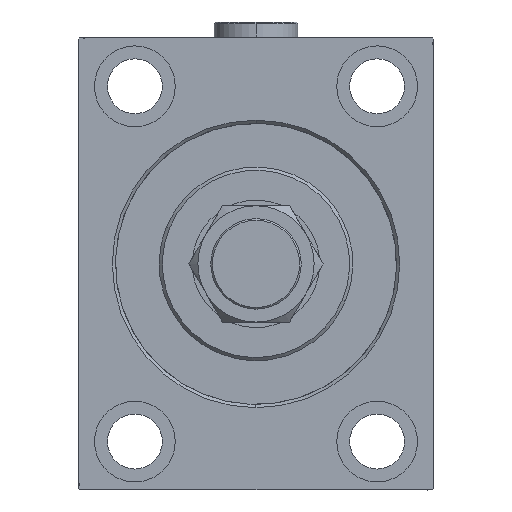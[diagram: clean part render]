
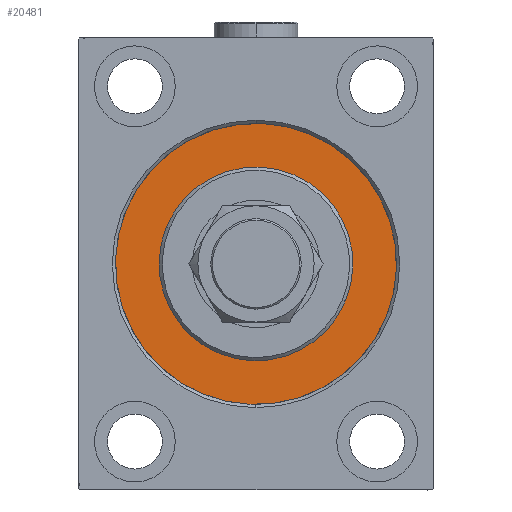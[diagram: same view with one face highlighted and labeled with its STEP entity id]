
A CAD part, left-side view. The second image highlights one B-rep face of the part: STEP entity #20481.
In plain terms, the highlighted face is planar.
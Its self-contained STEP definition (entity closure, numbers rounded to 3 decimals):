
#726 = DIRECTION ( 'NONE',  ( 0., 0., 1. ) ) ;
#3459 = VERTEX_POINT ( 'NONE', #22825 ) ;
#3565 = EDGE_LOOP ( 'NONE', ( #27105, #23366 ) ) ;
#4972 = AXIS2_PLACEMENT_3D ( 'NONE', #43647, #36779, #44111 ) ;
#6525 = EDGE_CURVE ( 'NONE', #44886, #3459, #37975, .T. ) ;
#7157 = DIRECTION ( 'NONE',  ( 0., 0., 1. ) ) ;
#7803 = EDGE_LOOP ( 'NONE', ( #45180, #10902 ) ) ;
#8045 = CIRCLE ( 'NONE', #28465, 43.5 ) ;
#10902 = ORIENTED_EDGE ( 'NONE', *, *, #17876, .F. ) ;
#11168 = CARTESIAN_POINT ( 'NONE',  ( 0., 0., 0. ) ) ;
#11175 = PLANE ( 'NONE',  #14030 ) ;
#11398 = DIRECTION ( 'NONE',  ( -1., 0., 0. ) ) ;
#14030 = AXIS2_PLACEMENT_3D ( 'NONE', #32260, #21374, #7157 ) ;
#14512 = DIRECTION ( 'NONE',  ( 1., 0., 0. ) ) ;
#15764 = DIRECTION ( 'NONE',  ( 1., 0., 0. ) ) ;
#17876 = EDGE_CURVE ( 'NONE', #28595, #43895, #45820, .T. ) ;
#20481 = ADVANCED_FACE ( 'NONE', ( #25611, #32727 ), #11175, .F. ) ;
#20591 = AXIS2_PLACEMENT_3D ( 'NONE', #23559, #15764, #44655 ) ;
#21374 = DIRECTION ( 'NONE',  ( -1., 0., 0. ) ) ;
#22825 = CARTESIAN_POINT ( 'NONE',  ( 0., 0., -30. ) ) ;
#23059 = EDGE_CURVE ( 'NONE', #43895, #28595, #8045, .T. ) ;
#23366 = ORIENTED_EDGE ( 'NONE', *, *, #43099, .F. ) ;
#23559 = CARTESIAN_POINT ( 'NONE',  ( 0., 0., 0. ) ) ;
#24979 = CARTESIAN_POINT ( 'NONE',  ( 0., 0., 30. ) ) ;
#25611 = FACE_BOUND ( 'NONE', #3565, .T. ) ;
#27105 = ORIENTED_EDGE ( 'NONE', *, *, #6525, .F. ) ;
#28465 = AXIS2_PLACEMENT_3D ( 'NONE', #11168, #11398, #726 ) ;
#28571 = CARTESIAN_POINT ( 'NONE',  ( 0., 0., -43.5 ) ) ;
#28595 = VERTEX_POINT ( 'NONE', #43189 ) ;
#30416 = CIRCLE ( 'NONE', #41006, 30. ) ;
#32260 = CARTESIAN_POINT ( 'NONE',  ( 0., 0., 0. ) ) ;
#32727 = FACE_OUTER_BOUND ( 'NONE', #7803, .T. ) ;
#35840 = CARTESIAN_POINT ( 'NONE',  ( 0., 0., 0. ) ) ;
#36779 = DIRECTION ( 'NONE',  ( -1., 0., 0. ) ) ;
#37975 = CIRCLE ( 'NONE', #20591, 30. ) ;
#39631 = DIRECTION ( 'NONE',  ( 0., 0., -1. ) ) ;
#41006 = AXIS2_PLACEMENT_3D ( 'NONE', #35840, #14512, #39631 ) ;
#43099 = EDGE_CURVE ( 'NONE', #3459, #44886, #30416, .T. ) ;
#43189 = CARTESIAN_POINT ( 'NONE',  ( 0., 0., 43.5 ) ) ;
#43647 = CARTESIAN_POINT ( 'NONE',  ( 0., 0., 0. ) ) ;
#43895 = VERTEX_POINT ( 'NONE', #28571 ) ;
#44111 = DIRECTION ( 'NONE',  ( 0., 0., 1. ) ) ;
#44655 = DIRECTION ( 'NONE',  ( 0., 0., -1. ) ) ;
#44886 = VERTEX_POINT ( 'NONE', #24979 ) ;
#45180 = ORIENTED_EDGE ( 'NONE', *, *, #23059, .F. ) ;
#45820 = CIRCLE ( 'NONE', #4972, 43.5 ) ;
